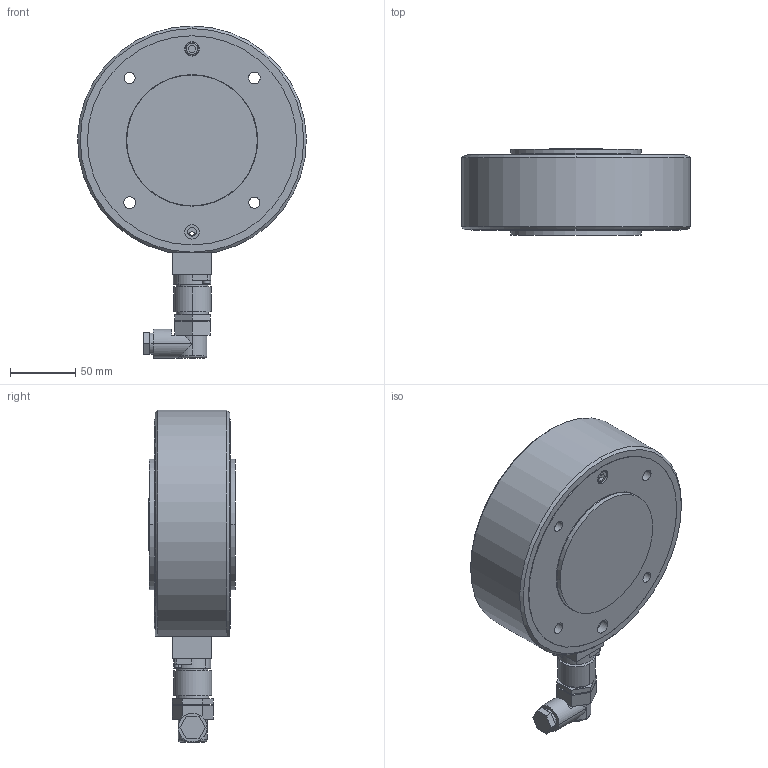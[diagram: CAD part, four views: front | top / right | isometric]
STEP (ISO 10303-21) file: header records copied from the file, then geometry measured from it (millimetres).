
FILE_DESCRIPTION (( 'STEP AP203' ), '1' );
FILE_NAME ('31102001_stp_-.step', '2019-12-25T16:29:20', ( '' ), ( '' ), 'SwSTEP 2.0', 'SolidWorks 2018', '' );
FILE_SCHEMA (( 'CONFIG_CONTROL_DESIGN' ));
Length unit declared in the file: millimetre
Products named in the file (16): 31102001_stp_-; 49024_01; Kabeldose_Winkel_Kunstst_7P_01; Zyl-Schr DIN912_M3x25; Si-Ring DIN472_D52x2; 49027_01; PRL_22205_01; 31101677_V-032A; 43404.01_01; 47663_01; 51030-05_stp_01; 47664_01; 49015_01; 51030-04_stp_01; Flanschstecker_Kunstst_7Pol_01; Zyl-Schr DIN912_M6x50
Assembly tree (17 placements, depth 3):
  31102001_stp_-
    51030-05_stp_01
      51030-04_stp_01
      49027_01
      Flanschstecker_Kunstst_7Pol_01
      Si-Ring DIN472_D52x2
      Zyl-Schr DIN912_M3x25  x2
    43404.01_01  x2
    49024_01
    49015_01
    47663_01
    47664_01
    PRL_22205_01
    Zyl-Schr DIN912_M6x50
    31101677_V-032A
    Kabeldose_Winkel_Kunstst_7P_01
Bounding box: 174.96 x 66.4 x 254 mm (x, y, z)
Volume: 1343841.9 mm3; surface area: 284355.2 mm2
Topology: 48 solids, 48 shells, 783 faces, 1702 edges, 1053 vertices
Faces by surface type: cylinder 303, torus 215, plane 215, cone 46, sphere 2, bspline 2
Entity records: 22728 total; most frequent: DIRECTION 4176, CARTESIAN_POINT 3793, ORIENTED_EDGE 3180, AXIS2_PLACEMENT_3D 1847, EDGE_CURVE 1590, CIRCLE 1084, VERTEX_POINT 988, EDGE_LOOP 884
